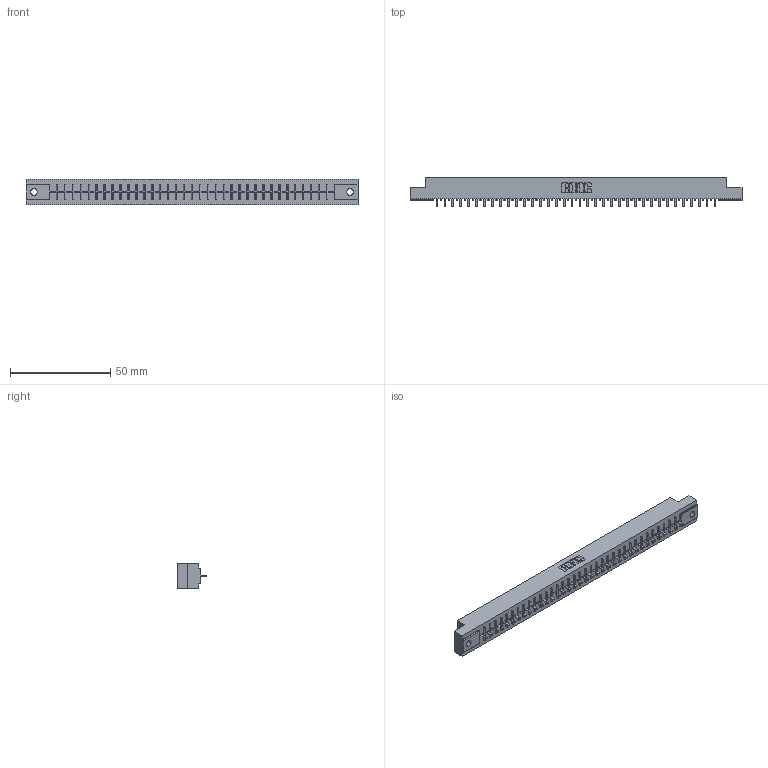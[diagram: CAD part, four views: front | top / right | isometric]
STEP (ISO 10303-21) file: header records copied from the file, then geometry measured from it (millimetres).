
FILE_DESCRIPTION (( 'STEP AP203' ), '1' );
FILE_NAME ('356-036-521-102.STEP', '2018-08-01T21:55:53', ( '' ), ( '' ), 'SwSTEP 2.0', 'SolidWorks 2016', '' );
FILE_SCHEMA (( 'CONFIG_CONTROL_DESIGN' ));
Length unit declared in the file: inch
Products named in the file (3): 306 Part_.128 Dia; 306-290-001_121; 356-036-521-102
Assembly tree (37 placements, depth 2):
  356-036-521-102
    306 Part_.128 Dia
    306-290-001_121  x36
Bounding box: 165.66 x 14.88 x 12.7 mm (x, y, z)
Volume: 18181 mm3; surface area: 18060.8 mm2
Topology: 37 solids, 37 shells, 2636 faces, 7408 edges, 4744 vertices
Faces by surface type: plane 1760, cylinder 732, sphere 144
Entity records: 34307 total; most frequent: CARTESIAN_POINT 5759, ORIENTED_EDGE 5708, DIRECTION 5680, EDGE_CURVE 2854, VECTOR 2230, LINE 2230, VERTEX_POINT 1804, AXIS2_PLACEMENT_3D 1725
